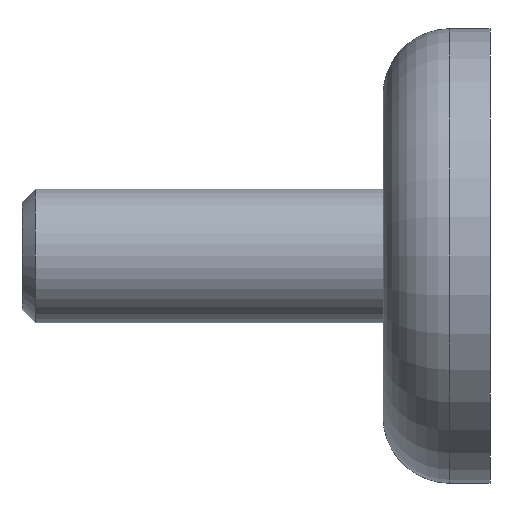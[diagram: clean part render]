
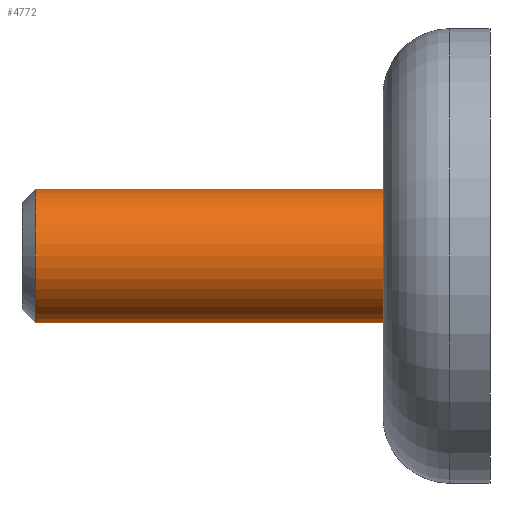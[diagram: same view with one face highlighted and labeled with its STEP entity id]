
A CAD part, left-side view. The second image highlights one B-rep face of the part: STEP entity #4772.
In plain terms, the highlighted cylindrical face has radius 5 mm (diameter 10 mm), a partial arc.
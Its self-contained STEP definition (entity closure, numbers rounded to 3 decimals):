
#28 = CARTESIAN_POINT ( 'NONE',  ( 0., 5., 0. ) ) ;
#400 = CARTESIAN_POINT ( 'NONE',  ( 0., 0., 5. ) ) ;
#1074 = ORIENTED_EDGE ( 'NONE', *, *, #14452, .T. ) ;
#1514 = DIRECTION ( 'NONE',  ( 0., 0., -1. ) ) ;
#1820 = CIRCLE ( 'NONE', #10413, 5. ) ;
#1990 = CARTESIAN_POINT ( 'NONE',  ( 0., 34., -5. ) ) ;
#2122 = VECTOR ( 'NONE', #12689, 1000. ) ;
#2490 = DIRECTION ( 'NONE',  ( 0., 0., -1. ) ) ;
#2843 = CARTESIAN_POINT ( 'NONE',  ( 0., 34., 0. ) ) ;
#3249 = VECTOR ( 'NONE', #6562, 1000. ) ;
#3953 = EDGE_CURVE ( 'NONE', #10967, #6215, #7806, .T. ) ;
#4715 = VERTEX_POINT ( 'NONE', #13627 ) ;
#4772 = ADVANCED_FACE ( 'NONE', ( #5531 ), #12144, .T. ) ;
#4959 = AXIS2_PLACEMENT_3D ( 'NONE', #28, #7430, #2490 ) ;
#5531 = FACE_OUTER_BOUND ( 'NONE', #15417, .T. ) ;
#5754 = ORIENTED_EDGE ( 'NONE', *, *, #3953, .F. ) ;
#6215 = VERTEX_POINT ( 'NONE', #12549 ) ;
#6562 = DIRECTION ( 'NONE',  ( 0., -1., 0. ) ) ;
#7430 = DIRECTION ( 'NONE',  ( 0., -1., 0. ) ) ;
#7457 = CARTESIAN_POINT ( 'NONE',  ( 0., 0., 0. ) ) ;
#7566 = DIRECTION ( 'NONE',  ( 0., -1., 0. ) ) ;
#7568 = DIRECTION ( 'NONE',  ( 0., 0., 1. ) ) ;
#7806 = LINE ( 'NONE', #400, #3249 ) ;
#8005 = ORIENTED_EDGE ( 'NONE', *, *, #8612, .T. ) ;
#8612 = EDGE_CURVE ( 'NONE', #10967, #12821, #1820, .T. ) ;
#8883 = AXIS2_PLACEMENT_3D ( 'NONE', #7457, #7566, #1514 ) ;
#10336 = ORIENTED_EDGE ( 'NONE', *, *, #14800, .F. ) ;
#10413 = AXIS2_PLACEMENT_3D ( 'NONE', #2843, #12595, #7568 ) ;
#10624 = CIRCLE ( 'NONE', #4959, 5. ) ;
#10967 = VERTEX_POINT ( 'NONE', #12688 ) ;
#11250 = LINE ( 'NONE', #14777, #2122 ) ;
#12144 = CYLINDRICAL_SURFACE ( 'NONE', #8883, 5. ) ;
#12549 = CARTESIAN_POINT ( 'NONE',  ( 0., 5., 5. ) ) ;
#12595 = DIRECTION ( 'NONE',  ( 0., -1., 0. ) ) ;
#12688 = CARTESIAN_POINT ( 'NONE',  ( 0., 34., 5. ) ) ;
#12689 = DIRECTION ( 'NONE',  ( 0., -1., 0. ) ) ;
#12821 = VERTEX_POINT ( 'NONE', #1990 ) ;
#13627 = CARTESIAN_POINT ( 'NONE',  ( 0., 5., -5. ) ) ;
#14452 = EDGE_CURVE ( 'NONE', #12821, #4715, #11250, .T. ) ;
#14777 = CARTESIAN_POINT ( 'NONE',  ( 0., 0., -5. ) ) ;
#14800 = EDGE_CURVE ( 'NONE', #6215, #4715, #10624, .T. ) ;
#15417 = EDGE_LOOP ( 'NONE', ( #5754, #8005, #1074, #10336 ) ) ;
